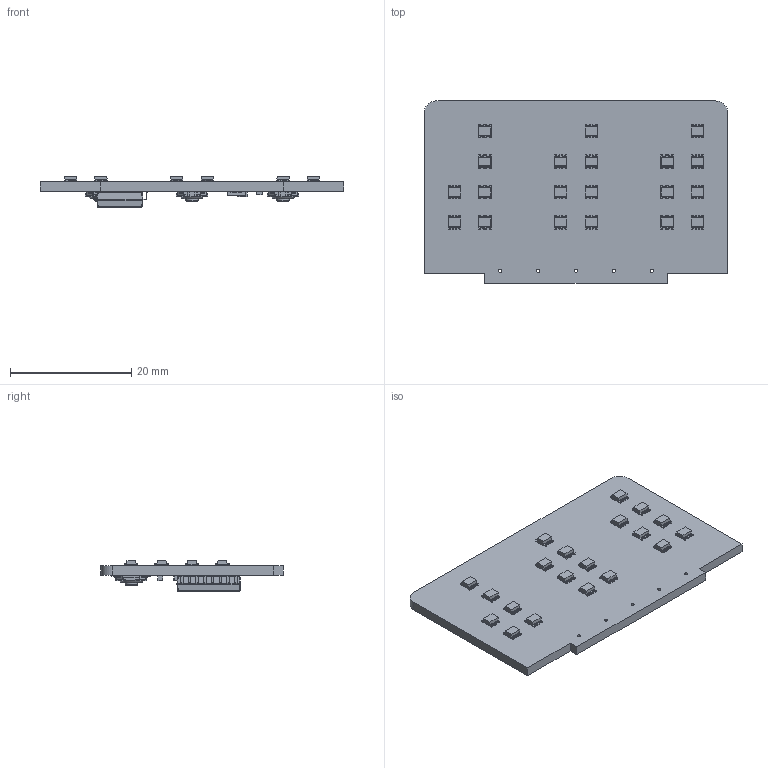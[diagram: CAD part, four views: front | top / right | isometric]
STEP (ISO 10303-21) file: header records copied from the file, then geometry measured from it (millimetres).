
FILE_DESCRIPTION(('Open CASCADE Model'),'2;1');
FILE_NAME('Open CASCADE Shape Model','2024-09-17T09:29:00',('Author'),( 'Open CASCADE'),'Open CASCADE STEP processor 7.5','Open CASCADE 7.5' ,'Unknown');
FILE_SCHEMA(('AUTOMOTIVE_DESIGN { 1 0 10303 214 1 1 1 1 }'));
Length unit declared in the file: millimetre
Products named in the file (70): PCB; Board; Open CASCADE STEP translator 7.5 6.1.1; C104; 7064564432; Terminal; Open CASCADE STEP translator 7.5 5.1.1; Open CASCADE STEP translator 7.5 5.1.2; Mid Body; Open CASCADE STEP translator 7.5 5.2.1; U122; 7976095152; U121; U120; U119; U118; U117; U116; U115; U114; U113; U112; U111; U110; U109; U108; U107; U106; U105; U104; U103; U102; 8669876016; Open CASCADE STEP translator 7.5 5.1; Body; Leader; U101; 8700215488; Open CASCADE STEP translator 6.8 3.1; Open CASCADE STEP translator 6.8 3.2.1 ...
Assembly tree (129 placements, depth 5):
  PCB
    Board
      Open CASCADE STEP translator 7.5 6.1.1
    C104
      7064564432
        Terminal
          Open CASCADE STEP translator 7.5 5.1.1
          Open CASCADE STEP translator 7.5 5.1.2
        Mid Body
          Open CASCADE STEP translator 7.5 5.2.1
    U122
      7976095152
    U121
      7976095152
    U120
      7976095152
    U119
      7976095152
    U118
      7976095152
    U117
      7976095152
    U116
      7976095152
    U115
      7976095152
    U114
      7976095152
    U113
      7976095152
    U112
      7976095152
    U111
      7976095152
    U110
      7976095152
    U109
      7976095152
    U108
      7976095152
    U107
      7976095152
    U106
      7976095152
    U105
      7976095152
    U104
      7976095152
    U103
      7976095152
    U102
      8669876016
        Open CASCADE STEP translator 7.5 5.1
        Body
          Open CASCADE STEP translator 7.5 5.2.1
        Leader  x16
    U101
      8700215488
        Open CASCADE STEP translator 6.8 3.1
        Body
Bounding box: 50 x 30 x 5.08 mm (x, y, z)
Volume: 2651.8 mm3; surface area: 4508.2 mm2
Topology: 216 solids, 218 shells, 4023 faces, 9602 edges, 6009 vertices
Faces by surface type: plane 2983, cylinder 734, bspline 246, sphere 42, torus 9, cone 9
Full cylindrical faces by diameter (mm): 0.35 x3, 0.375 x1, 0.5 x5, 0.95 x1, 1 x3, 2 x12, 2.15 x3, 2.2 x3, 3 x3, 4.75 x3
Entity records: 21230 total; most frequent: CARTESIAN_POINT 5077, ORIENTED_EDGE 3030, DIRECTION 2947, EDGE_CURVE 1516, LINE 1071, VECTOR 1071, VERTEX_POINT 964, AXIS2_PLACEMENT_3D 938
